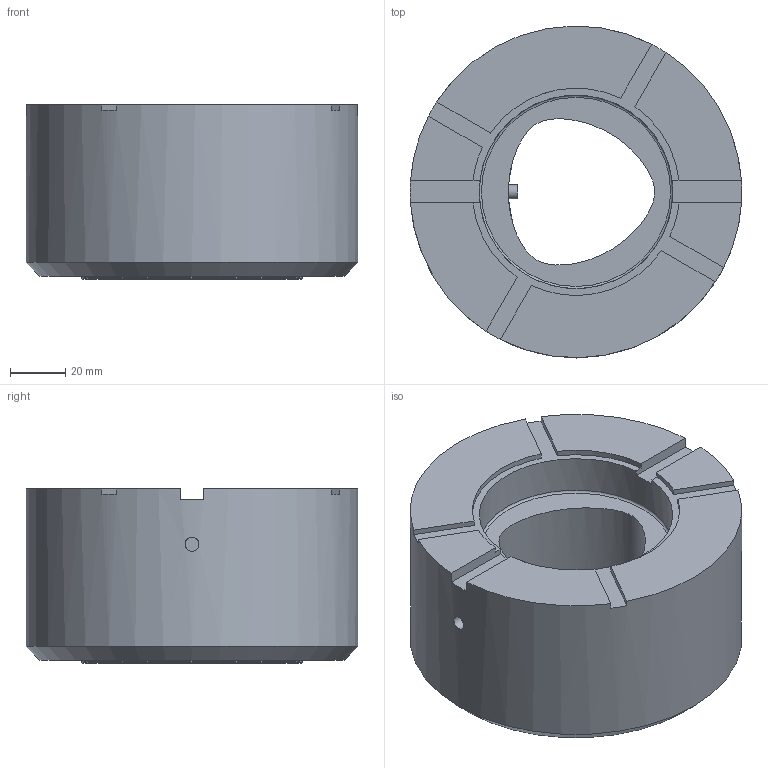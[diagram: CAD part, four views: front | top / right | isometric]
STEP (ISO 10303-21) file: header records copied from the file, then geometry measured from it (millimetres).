
FILE_DESCRIPTION(/* description */ (''),/* implementation_level */ '2;1');
FILE_NAME(/* name */ '1657279639977.stp',/* time_stamp */ '2022-07-08T13:27:23+02:00',/* author */ (''),/* organization */ ('SMS'),/* preprocessor_version */ 'ST-DEVELOPER v16.7',/* originating_system */ 'SIEMENS PLM Software NX 12.0',/* authorisation */ '');
FILE_SCHEMA (('AUTOMOTIVE_DESIGN { 1 0 10303 214 3 1 1 1 }'));
Length unit declared in the file: millimetre
Products named in the file (1): 204225139mod000_00
Bounding box: 120 x 120 x 63 mm (x, y, z)
Volume: 528925.1 mm3; surface area: 52801.9 mm2
Topology: 1 solids, 1 shells, 48 faces, 129 edges, 87 vertices
Faces by surface type: plane 30, cylinder 11, cone 3, bspline 2, torus 2
Full cylindrical faces by diameter (mm): 5.038 x1, 5.1 x1, 70.023 x1, 80 x1, 120 x1
Entity records: 4746 total; most frequent: CARTESIAN_POINT 3565, DIRECTION 240, ORIENTED_EDGE 216, EDGE_CURVE 108, AXIS2_PLACEMENT_3D 92, VERTEX_POINT 77, EDGE_LOOP 65, LINE 56
